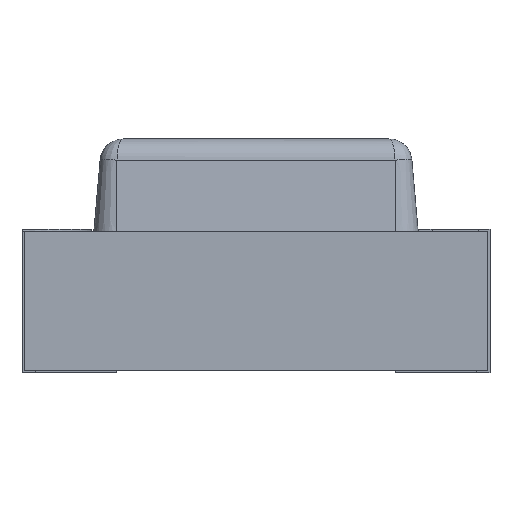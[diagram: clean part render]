
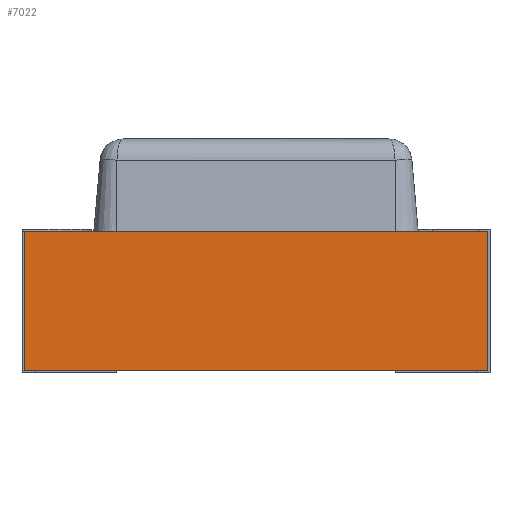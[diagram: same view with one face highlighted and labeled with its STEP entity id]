
A CAD part, front view. The second image highlights one B-rep face of the part: STEP entity #7022.
In plain terms, the highlighted planar face has unit normal (0, -1, 0).
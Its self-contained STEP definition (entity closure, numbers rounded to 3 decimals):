
#58 = DIRECTION ( 'NONE',  ( 0., 0., -1. ) ) ;
#72 = CARTESIAN_POINT ( 'NONE',  ( -1., -0.625, 0.6 ) ) ;
#96 = DIRECTION ( 'NONE',  ( 1., 0., 0. ) ) ;
#859 = LINE ( 'NONE', #7134, #3729 ) ;
#1124 = LINE ( 'NONE', #8298, #5898 ) ;
#1322 = VERTEX_POINT ( 'NONE', #1535 ) ;
#1405 = EDGE_CURVE ( 'NONE', #8324, #2188, #859, .T. ) ;
#1535 = CARTESIAN_POINT ( 'NONE',  ( -1., -0.625, 0. ) ) ;
#1838 = EDGE_CURVE ( 'NONE', #7399, #8324, #3720, .T. ) ;
#2133 = LINE ( 'NONE', #3814, #5081 ) ;
#2165 = DIRECTION ( 'NONE',  ( 0., 0., 1. ) ) ;
#2188 = VERTEX_POINT ( 'NONE', #6340 ) ;
#3026 = CARTESIAN_POINT ( 'NONE',  ( -1., -0.625, 0.6 ) ) ;
#3118 = DIRECTION ( 'NONE',  ( 1., 0., 0. ) ) ;
#3447 = PLANE ( 'NONE',  #7034 ) ;
#3720 = LINE ( 'NONE', #72, #5536 ) ;
#3729 = VECTOR ( 'NONE', #58, 1000. ) ;
#3814 = CARTESIAN_POINT ( 'NONE',  ( -1., -0.625, 0. ) ) ;
#4037 = CARTESIAN_POINT ( 'NONE',  ( 1., -0.625, 0.6 ) ) ;
#4114 = DIRECTION ( 'NONE',  ( 0., 1., 0. ) ) ;
#4250 = ORIENTED_EDGE ( 'NONE', *, *, #4764, .T. ) ;
#4735 = EDGE_LOOP ( 'NONE', ( #5909, #7879, #7483, #4250 ) ) ;
#4764 = EDGE_CURVE ( 'NONE', #7399, #1322, #1124, .T. ) ;
#5027 = EDGE_CURVE ( 'NONE', #1322, #2188, #2133, .T. ) ;
#5081 = VECTOR ( 'NONE', #3118, 1000. ) ;
#5168 = DIRECTION ( 'NONE',  ( 0., 0., -1. ) ) ;
#5536 = VECTOR ( 'NONE', #96, 1000. ) ;
#5898 = VECTOR ( 'NONE', #5168, 1000. ) ;
#5909 = ORIENTED_EDGE ( 'NONE', *, *, #5027, .T. ) ;
#5968 = FACE_OUTER_BOUND ( 'NONE', #4735, .T. ) ;
#6340 = CARTESIAN_POINT ( 'NONE',  ( 1., -0.625, 0. ) ) ;
#6733 = CARTESIAN_POINT ( 'NONE',  ( -1., -0.625, 0.6 ) ) ;
#7022 = ADVANCED_FACE ( 'NONE', ( #5968 ), #3447, .F. ) ;
#7034 = AXIS2_PLACEMENT_3D ( 'NONE', #6733, #4114, #2165 ) ;
#7134 = CARTESIAN_POINT ( 'NONE',  ( 1., -0.625, 0.6 ) ) ;
#7399 = VERTEX_POINT ( 'NONE', #3026 ) ;
#7483 = ORIENTED_EDGE ( 'NONE', *, *, #1838, .F. ) ;
#7879 = ORIENTED_EDGE ( 'NONE', *, *, #1405, .F. ) ;
#8298 = CARTESIAN_POINT ( 'NONE',  ( -1., -0.625, 0.6 ) ) ;
#8324 = VERTEX_POINT ( 'NONE', #4037 ) ;
